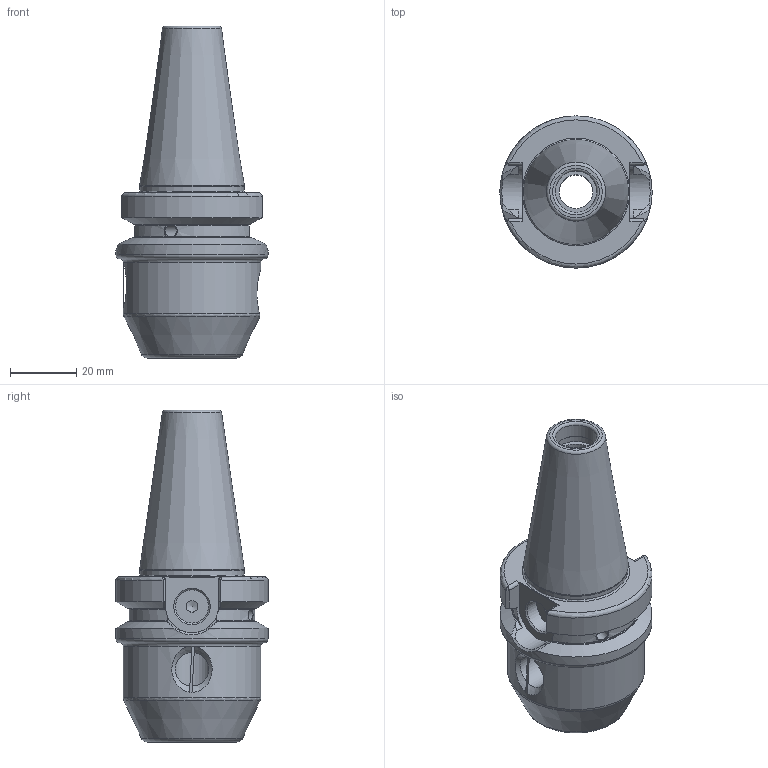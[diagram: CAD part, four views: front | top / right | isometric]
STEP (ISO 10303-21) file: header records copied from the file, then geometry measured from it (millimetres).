
FILE_DESCRIPTION(/* description */ (''),/* implementation_level */ '2;1');
FILE_NAME(/* name */ '97530041-12-52-V1.stp',/* time_stamp */ '2024-07-05T10:01:33+02:00',/* author */ ('jana.schmid'),/* organization */ (''),/* preprocessor_version */ 'ST-DEVELOPER v19.2',/* originating_system */ 'Autodesk Inventor 2023',/* authorisation */ '');
FILE_SCHEMA (('AUTOMOTIVE_DESIGN { 1 0 10303 214 3 1 1 }'));
Length unit declared in the file: millimetre
Products named in the file (1): 97530041-12-52-V1
Bounding box: 46 x 46 x 100.4 mm (x, y, z)
Volume: 75577.8 mm3; surface area: 17989.9 mm2
Topology: 1 solids, 1 shells, 151 faces, 406 edges, 265 vertices
Faces by surface type: plane 66, cylinder 39, torus 19, cone 14, bspline 8, sphere 5
Full cylindrical faces by diameter (mm): 2.8 x2, 3.6 x2, 4.2 x2, 9.8 x1, 10.05 x1, 10.2 x2, 12 x1, 12.5 x1, 12.85 x1, 13 x1, 31.492 x1, 41.5 x1, 46 x1
Entity records: 5579 total; most frequent: CARTESIAN_POINT 1829, ORIENTED_EDGE 806, DIRECTION 747, EDGE_CURVE 403, AXIS2_PLACEMENT_3D 298, VERTEX_POINT 265, EDGE_LOOP 170, FACE_OUTER_BOUND 151
